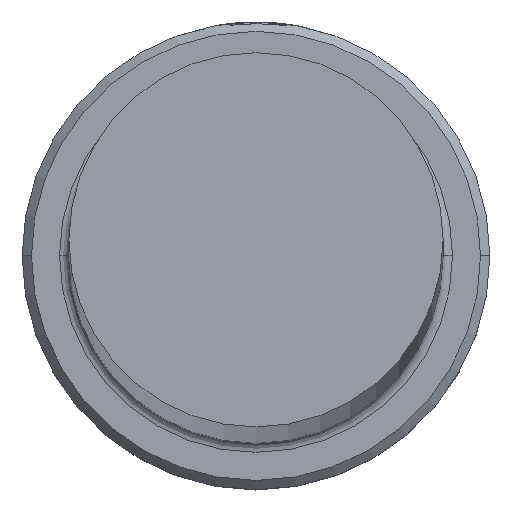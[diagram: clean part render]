
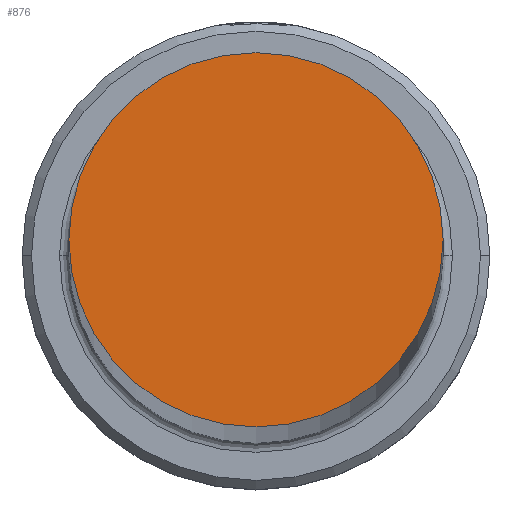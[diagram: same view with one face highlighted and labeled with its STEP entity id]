
A CAD part, top view. The second image highlights one B-rep face of the part: STEP entity #876.
In plain terms, the highlighted planar face has unit normal (0, 0, 1).
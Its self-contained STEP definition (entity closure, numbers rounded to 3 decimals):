
#4 = CARTESIAN_POINT ( 'NONE',  ( 0., 0., 500. ) ) ;
#14 = CIRCLE ( 'NONE', #263, 10. ) ;
#66 = ORIENTED_EDGE ( 'NONE', *, *, #700, .T. ) ;
#83 = PLANE ( 'NONE',  #1183 ) ;
#126 = CARTESIAN_POINT ( 'NONE',  ( -10., 0., 500. ) ) ;
#176 = DIRECTION ( 'NONE',  ( 1., 0., 0. ) ) ;
#263 = AXIS2_PLACEMENT_3D ( 'NONE', #313, #971, #400 ) ;
#294 = EDGE_CURVE ( 'NONE', #690, #826, #726, .T. ) ;
#313 = CARTESIAN_POINT ( 'NONE',  ( 0., 0., 500. ) ) ;
#349 = DIRECTION ( 'NONE',  ( 1., 0., 0. ) ) ;
#388 = FACE_OUTER_BOUND ( 'NONE', #623, .T. ) ;
#400 = DIRECTION ( 'NONE',  ( 1., 0., 0. ) ) ;
#438 = DIRECTION ( 'NONE',  ( 0., 0., 1. ) ) ;
#543 = DIRECTION ( 'NONE',  ( 0., 0., 1. ) ) ;
#546 = CARTESIAN_POINT ( 'NONE',  ( 0., 0., 500. ) ) ;
#623 = EDGE_LOOP ( 'NONE', ( #1158, #66 ) ) ;
#630 = CARTESIAN_POINT ( 'NONE',  ( 10., 0., 500. ) ) ;
#690 = VERTEX_POINT ( 'NONE', #126 ) ;
#700 = EDGE_CURVE ( 'NONE', #826, #690, #14, .T. ) ;
#726 = CIRCLE ( 'NONE', #1068, 10. ) ;
#826 = VERTEX_POINT ( 'NONE', #630 ) ;
#876 = ADVANCED_FACE ( 'NONE', ( #388 ), #83, .T. ) ;
#971 = DIRECTION ( 'NONE',  ( 0., 0., 1. ) ) ;
#1068 = AXIS2_PLACEMENT_3D ( 'NONE', #4, #438, #349 ) ;
#1158 = ORIENTED_EDGE ( 'NONE', *, *, #294, .T. ) ;
#1183 = AXIS2_PLACEMENT_3D ( 'NONE', #546, #543, #176 ) ;
